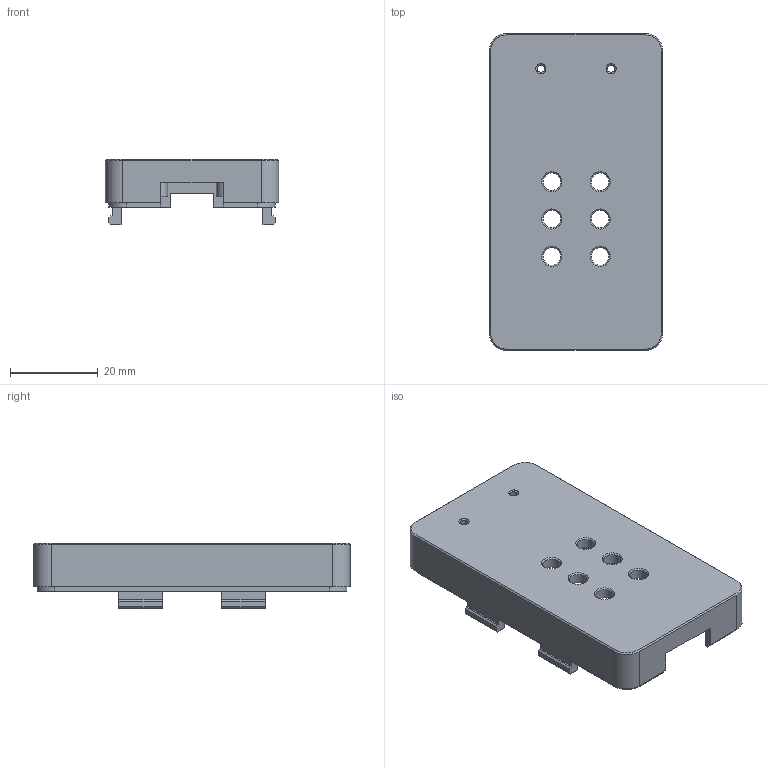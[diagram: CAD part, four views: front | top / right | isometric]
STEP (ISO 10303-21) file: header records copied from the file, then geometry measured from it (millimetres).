
FILE_DESCRIPTION(('FreeCAD Model'),'2;1');
FILE_NAME('Open CASCADE Shape Model','2024-05-26T15:50:28',(''),(''), 'Open CASCADE STEP processor 7.7','Ondsel','Unknown');
FILE_SCHEMA(('AUTOMOTIVE_DESIGN { 1 0 10303 214 1 1 1 1 }'));
Length unit declared in the file: millimetre
Products named in the file (1): Top
Bounding box: 39.54 x 72.19 x 14.89 mm (x, y, z)
Volume: 10685.4 mm3; surface area: 10212.4 mm2
Topology: 1 solids, 1 shells, 96 faces, 254 edges, 162 vertices
Faces by surface type: plane 62, cylinder 22, cone 12
Full cylindrical faces by diameter (mm): 1.7 x2, 4 x6, 4.9 x2
Entity records: 2990 total; most frequent: CARTESIAN_POINT 515, ORIENTED_EDGE 508, DIRECTION 502, EDGE_CURVE 254, LINE 196, VECTOR 196, VERTEX_POINT 162, AXIS2_PLACEMENT_3D 153
